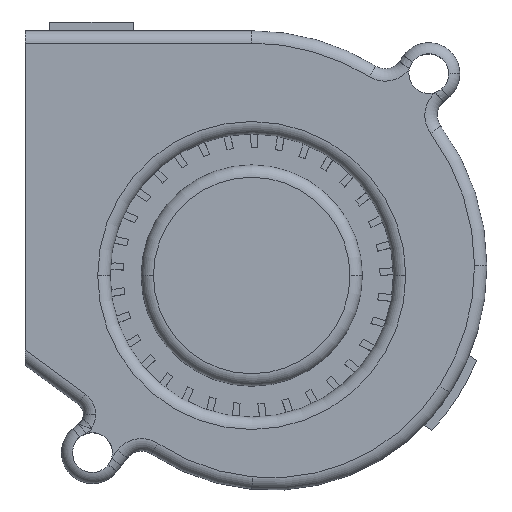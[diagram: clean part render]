
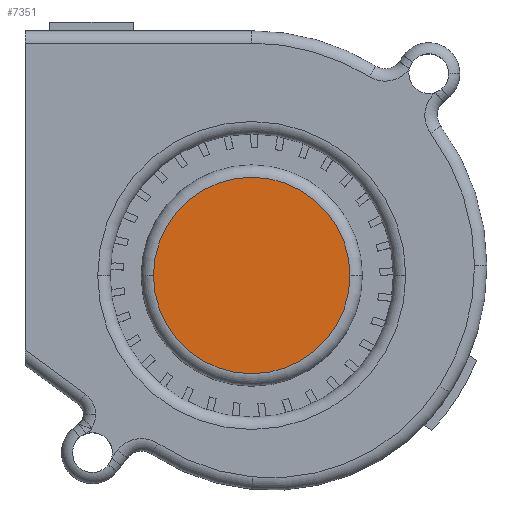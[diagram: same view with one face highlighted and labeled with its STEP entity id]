
A CAD part, top view. The second image highlights one B-rep face of the part: STEP entity #7351.
In plain terms, the highlighted planar face has unit normal (0, 0, 1).
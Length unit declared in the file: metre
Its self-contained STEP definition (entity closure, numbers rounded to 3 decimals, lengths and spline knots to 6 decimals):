
#738 = ORIENTED_EDGE ( 'NONE', *, *, #4459, .T. ) ;
#1291 = PLANE ( 'NONE',  #13331 ) ;
#3381 = EDGE_CURVE ( 'NONE', #4297, #4557, #4255, .T. ) ;
#4255 = CIRCLE ( 'NONE', #9808, 0.0111 ) ;
#4297 = VERTEX_POINT ( 'NONE', #14026 ) ;
#4430 = DIRECTION ( 'NONE',  ( 1., 0., 0. ) ) ;
#4459 = EDGE_CURVE ( 'NONE', #4557, #4297, #8898, .T. ) ;
#4543 = AXIS2_PLACEMENT_3D ( 'NONE', #7673, #9036, #4430 ) ;
#4557 = VERTEX_POINT ( 'NONE', #6083 ) ;
#5034 = DIRECTION ( 'NONE',  ( 1., 0., 0. ) ) ;
#5113 = DIRECTION ( 'NONE',  ( 0., 0., 1. ) ) ;
#5887 = CARTESIAN_POINT ( 'NONE',  ( 0., 0., 0.0134 ) ) ;
#6083 = CARTESIAN_POINT ( 'NONE',  ( -0.0111, 0., 0.0134 ) ) ;
#7122 = EDGE_LOOP ( 'NONE', ( #9765, #738 ) ) ;
#7351 = ADVANCED_FACE ( 'NONE', ( #13072 ), #1291, .T. ) ;
#7673 = CARTESIAN_POINT ( 'NONE',  ( 0., 0., 0.0134 ) ) ;
#8898 = CIRCLE ( 'NONE', #4543, 0.0111 ) ;
#9036 = DIRECTION ( 'NONE',  ( 0., 0., 1. ) ) ;
#9515 = DIRECTION ( 'NONE',  ( 0., 0., 1. ) ) ;
#9765 = ORIENTED_EDGE ( 'NONE', *, *, #3381, .T. ) ;
#9808 = AXIS2_PLACEMENT_3D ( 'NONE', #13278, #5113, #5034 ) ;
#11784 = DIRECTION ( 'NONE',  ( 1., 0., 0. ) ) ;
#13072 = FACE_OUTER_BOUND ( 'NONE', #7122, .T. ) ;
#13278 = CARTESIAN_POINT ( 'NONE',  ( 0., 0., 0.0134 ) ) ;
#13331 = AXIS2_PLACEMENT_3D ( 'NONE', #5887, #9515, #11784 ) ;
#14026 = CARTESIAN_POINT ( 'NONE',  ( 0.0111, 0., 0.0134 ) ) ;
